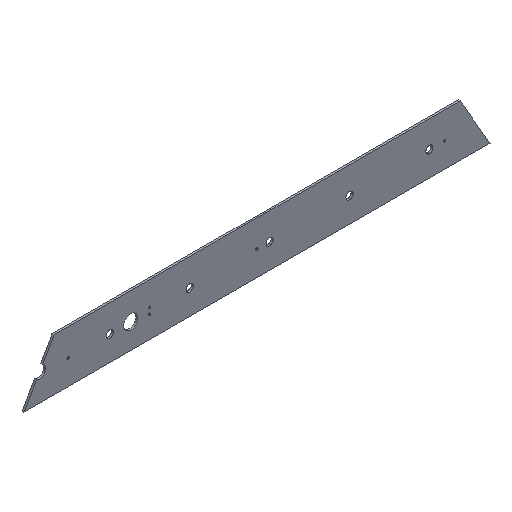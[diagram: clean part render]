
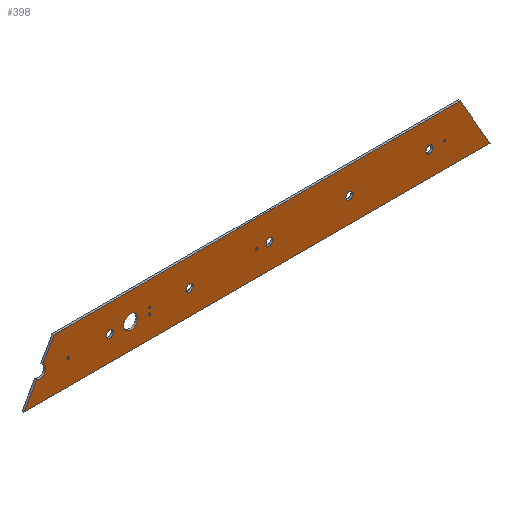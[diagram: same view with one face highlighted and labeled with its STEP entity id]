
A CAD part, isometric view. The second image highlights one B-rep face of the part: STEP entity #398.
In plain terms, the highlighted planar face has unit normal (0, -1, 0).
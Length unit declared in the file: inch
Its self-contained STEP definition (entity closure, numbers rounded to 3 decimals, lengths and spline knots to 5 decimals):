
#32=FACE_BOUND('',#95,.T.);
#33=FACE_BOUND('',#96,.T.);
#34=FACE_BOUND('',#97,.T.);
#35=FACE_BOUND('',#98,.T.);
#36=FACE_BOUND('',#99,.T.);
#37=FACE_BOUND('',#100,.T.);
#38=FACE_BOUND('',#101,.T.);
#39=FACE_BOUND('',#102,.T.);
#40=FACE_BOUND('',#103,.T.);
#41=FACE_BOUND('',#104,.T.);
#42=FACE_BOUND('',#105,.T.);
#70=FACE_OUTER_BOUND('',#94,.T.);
#94=EDGE_LOOP('',(#301,#302,#303,#304,#305,#306));
#95=EDGE_LOOP('',(#307));
#96=EDGE_LOOP('',(#308));
#97=EDGE_LOOP('',(#309));
#98=EDGE_LOOP('',(#310));
#99=EDGE_LOOP('',(#311));
#100=EDGE_LOOP('',(#312));
#101=EDGE_LOOP('',(#313));
#102=EDGE_LOOP('',(#314));
#103=EDGE_LOOP('',(#315));
#104=EDGE_LOOP('',(#316));
#105=EDGE_LOOP('',(#317));
#156=LINE('',#613,#172);
#157=LINE('',#615,#173);
#158=LINE('',#617,#174);
#159=LINE('',#619,#175);
#160=LINE('',#620,#176);
#172=VECTOR('',#489,3.16443);
#173=VECTOR('',#490,58.31368);
#174=VECTOR('',#491,7.50555);
#175=VECTOR('',#492,50.80812);
#176=VECTOR('',#493,2.84112);
#188=CIRCLE('',#431,0.75);
#189=CIRCLE('',#432,0.445);
#190=CIRCLE('',#433,0.445);
#191=CIRCLE('',#434,0.445);
#192=CIRCLE('',#435,0.445);
#193=CIRCLE('',#436,0.445);
#194=CIRCLE('',#437,0.1325);
#195=CIRCLE('',#438,0.1325);
#196=CIRCLE('',#439,0.875);
#197=CIRCLE('',#440,0.1325);
#198=CIRCLE('',#441,0.1325);
#199=CIRCLE('',#442,0.1325);
#217=VERTEX_POINT('',#609);
#218=VERTEX_POINT('',#610);
#219=VERTEX_POINT('',#612);
#220=VERTEX_POINT('',#614);
#221=VERTEX_POINT('',#616);
#222=VERTEX_POINT('',#618);
#223=VERTEX_POINT('',#621);
#224=VERTEX_POINT('',#623);
#225=VERTEX_POINT('',#625);
#226=VERTEX_POINT('',#627);
#227=VERTEX_POINT('',#629);
#228=VERTEX_POINT('',#631);
#229=VERTEX_POINT('',#633);
#230=VERTEX_POINT('',#635);
#231=VERTEX_POINT('',#637);
#232=VERTEX_POINT('',#639);
#233=VERTEX_POINT('',#641);
#256=EDGE_CURVE('',#217,#218,#188,.T.);
#257=EDGE_CURVE('',#219,#217,#156,.T.);
#258=EDGE_CURVE('',#219,#220,#157,.T.);
#259=EDGE_CURVE('',#221,#220,#158,.T.);
#260=EDGE_CURVE('',#221,#222,#159,.T.);
#261=EDGE_CURVE('',#218,#222,#160,.T.);
#262=EDGE_CURVE('',#223,#223,#189,.T.);
#263=EDGE_CURVE('',#224,#224,#190,.T.);
#264=EDGE_CURVE('',#225,#225,#191,.T.);
#265=EDGE_CURVE('',#226,#226,#192,.T.);
#266=EDGE_CURVE('',#227,#227,#193,.T.);
#267=EDGE_CURVE('',#228,#228,#194,.T.);
#268=EDGE_CURVE('',#229,#229,#195,.T.);
#269=EDGE_CURVE('',#230,#230,#196,.T.);
#270=EDGE_CURVE('',#231,#231,#197,.T.);
#271=EDGE_CURVE('',#232,#232,#198,.T.);
#272=EDGE_CURVE('',#233,#233,#199,.T.);
#301=ORIENTED_EDGE('',*,*,#256,.F.);
#302=ORIENTED_EDGE('',*,*,#257,.F.);
#303=ORIENTED_EDGE('',*,*,#258,.T.);
#304=ORIENTED_EDGE('',*,*,#259,.F.);
#305=ORIENTED_EDGE('',*,*,#260,.T.);
#306=ORIENTED_EDGE('',*,*,#261,.F.);
#307=ORIENTED_EDGE('',*,*,#262,.F.);
#308=ORIENTED_EDGE('',*,*,#263,.F.);
#309=ORIENTED_EDGE('',*,*,#264,.F.);
#310=ORIENTED_EDGE('',*,*,#265,.F.);
#311=ORIENTED_EDGE('',*,*,#266,.F.);
#312=ORIENTED_EDGE('',*,*,#267,.F.);
#313=ORIENTED_EDGE('',*,*,#268,.F.);
#314=ORIENTED_EDGE('',*,*,#269,.F.);
#315=ORIENTED_EDGE('',*,*,#270,.F.);
#316=ORIENTED_EDGE('',*,*,#271,.F.);
#317=ORIENTED_EDGE('',*,*,#272,.F.);
#391=PLANE('',#430);
#398=ADVANCED_FACE('',(#70,#32,#33,#34,#35,#36,#37,#38,#39,#40,#41,#42),
#391,.F.);
#430=AXIS2_PLACEMENT_3D('',#608,#485,#486);
#431=AXIS2_PLACEMENT_3D('',#611,#487,#488);
#432=AXIS2_PLACEMENT_3D('',#622,#494,#495);
#433=AXIS2_PLACEMENT_3D('',#624,#496,#497);
#434=AXIS2_PLACEMENT_3D('',#626,#498,#499);
#435=AXIS2_PLACEMENT_3D('',#628,#500,#501);
#436=AXIS2_PLACEMENT_3D('',#630,#502,#503);
#437=AXIS2_PLACEMENT_3D('',#632,#504,#505);
#438=AXIS2_PLACEMENT_3D('',#634,#506,#507);
#439=AXIS2_PLACEMENT_3D('',#636,#508,#509);
#440=AXIS2_PLACEMENT_3D('',#638,#510,#511);
#441=AXIS2_PLACEMENT_3D('',#640,#512,#513);
#442=AXIS2_PLACEMENT_3D('',#642,#514,#515);
#485=DIRECTION('center_axis',(0.,1.,0.));
#486=DIRECTION('ref_axis',(1.,0.,0.));
#487=DIRECTION('center_axis',(0.,-1.,0.));
#488=DIRECTION('ref_axis',(-0.5,0.,-0.866));
#489=DIRECTION('',(0.5,0.,0.866));
#490=DIRECTION('',(1.,0.,0.));
#491=DIRECTION('',(0.5,0.,-0.866));
#492=DIRECTION('',(-1.,0.,0.));
#493=DIRECTION('',(0.5,0.,0.866));
#494=DIRECTION('center_axis',(0.,-1.,0.));
#495=DIRECTION('ref_axis',(-1.,0.,0.));
#496=DIRECTION('center_axis',(0.,-1.,0.));
#497=DIRECTION('ref_axis',(-1.,0.,0.));
#498=DIRECTION('center_axis',(0.,-1.,0.));
#499=DIRECTION('ref_axis',(-1.,0.,0.));
#500=DIRECTION('center_axis',(0.,-1.,0.));
#501=DIRECTION('ref_axis',(-1.,0.,0.));
#502=DIRECTION('center_axis',(0.,-1.,0.));
#503=DIRECTION('ref_axis',(-1.,0.,0.));
#504=DIRECTION('center_axis',(0.,-1.,0.));
#505=DIRECTION('ref_axis',(-1.,0.,0.));
#506=DIRECTION('center_axis',(0.,-1.,0.));
#507=DIRECTION('ref_axis',(-1.,0.,0.));
#508=DIRECTION('center_axis',(0.,-1.,0.));
#509=DIRECTION('ref_axis',(-1.,0.,0.));
#510=DIRECTION('center_axis',(0.,-1.,0.));
#511=DIRECTION('ref_axis',(-1.,0.,0.));
#512=DIRECTION('center_axis',(0.,-1.,0.));
#513=DIRECTION('ref_axis',(-1.,0.,0.));
#514=DIRECTION('center_axis',(0.,-1.,0.));
#515=DIRECTION('ref_axis',(-1.,0.,0.));
#608=CARTESIAN_POINT('Origin',(0.,0.,0.));
#609=CARTESIAN_POINT('',(-27.57462,0.,-0.38452));
#610=CARTESIAN_POINT('',(-26.82462,0.,0.91452));
#611=CARTESIAN_POINT('Origin',(-27.19962,0.,0.265));
#612=CARTESIAN_POINT('',(-29.15684,0.,-3.125));
#613=CARTESIAN_POINT('',(-29.15684,0.,-3.125));
#614=CARTESIAN_POINT('',(29.15684,0.,-3.125));
#615=CARTESIAN_POINT('',(-29.15684,0.,-3.125));
#616=CARTESIAN_POINT('',(25.40406,0.,3.375));
#617=CARTESIAN_POINT('',(25.40406,0.,3.375));
#618=CARTESIAN_POINT('',(-25.40406,0.,3.375));
#619=CARTESIAN_POINT('',(25.40406,0.,3.375));
#620=CARTESIAN_POINT('',(-26.82462,0.,0.91452));
#621=CARTESIAN_POINT('',(-18.86638,0.,0.));
#622=CARTESIAN_POINT('Origin',(-18.42138,0.,0.));
#623=CARTESIAN_POINT('',(-8.86638,0.,0.));
#624=CARTESIAN_POINT('Origin',(-8.42138,0.,0.));
#625=CARTESIAN_POINT('',(1.13362,0.,0.));
#626=CARTESIAN_POINT('Origin',(1.57862,0.,0.));
#627=CARTESIAN_POINT('',(11.13362,0.,0.));
#628=CARTESIAN_POINT('Origin',(11.57862,0.,0.));
#629=CARTESIAN_POINT('',(21.13362,0.,0.));
#630=CARTESIAN_POINT('Origin',(21.57862,0.,0.));
#631=CARTESIAN_POINT('',(-23.7575,0.,0.));
#632=CARTESIAN_POINT('Origin',(-23.625,0.,0.));
#633=CARTESIAN_POINT('',(23.3675,0.,0.));
#634=CARTESIAN_POINT('Origin',(23.5,0.,0.));
#635=CARTESIAN_POINT('',(-16.67138,0.,0.));
#636=CARTESIAN_POINT('Origin',(-15.79638,0.,0.));
#637=CARTESIAN_POINT('',(-13.55388,0.,-0.375));
#638=CARTESIAN_POINT('Origin',(-13.42138,0.,-0.375));
#639=CARTESIAN_POINT('',(-13.55388,0.,0.375));
#640=CARTESIAN_POINT('Origin',(-13.42138,0.,0.375));
#641=CARTESIAN_POINT('',(-0.1325,0.,0.));
#642=CARTESIAN_POINT('Origin',(0.,0.,0.));
